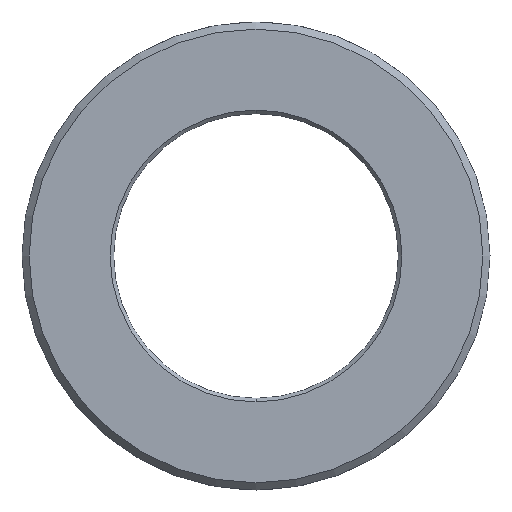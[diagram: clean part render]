
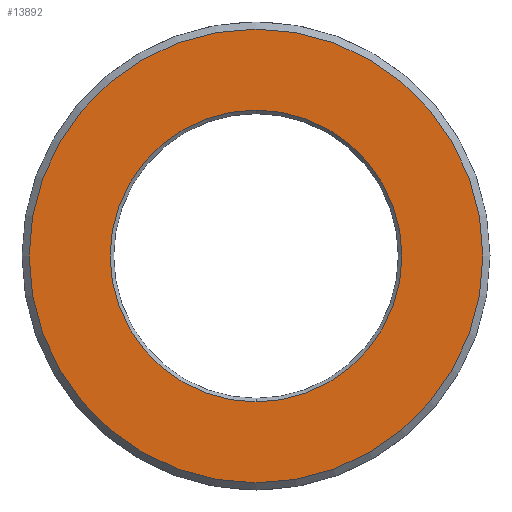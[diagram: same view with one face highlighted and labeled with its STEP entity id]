
A CAD part, front view. The second image highlights one B-rep face of the part: STEP entity #13892.
In plain terms, the highlighted planar face has unit normal (0, -1, 0).
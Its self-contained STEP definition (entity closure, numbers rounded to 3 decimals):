
#11 = CARTESIAN_POINT ( 'NONE',  ( 0., 0., 0. ) ) ;
#295 = AXIS2_PLACEMENT_3D ( 'NONE', #11831, #8594, #10739 ) ;
#975 = VERTEX_POINT ( 'NONE', #13864 ) ;
#1060 = AXIS2_PLACEMENT_3D ( 'NONE', #11, #6487, #3594 ) ;
#1439 = EDGE_CURVE ( 'NONE', #2176, #8762, #9841, .T. ) ;
#1880 = CARTESIAN_POINT ( 'NONE',  ( 0., 0., 0. ) ) ;
#2176 = VERTEX_POINT ( 'NONE', #6612 ) ;
#2463 = CARTESIAN_POINT ( 'NONE',  ( 0., 0., 0. ) ) ;
#2689 = DIRECTION ( 'NONE',  ( 0., -1., 0. ) ) ;
#3429 = ORIENTED_EDGE ( 'NONE', *, *, #6350, .T. ) ;
#3594 = DIRECTION ( 'NONE',  ( 0., 0., 1. ) ) ;
#3672 = AXIS2_PLACEMENT_3D ( 'NONE', #4828, #2689, #12816 ) ;
#4188 = ORIENTED_EDGE ( 'NONE', *, *, #9383, .T. ) ;
#4828 = CARTESIAN_POINT ( 'NONE',  ( 0., 0., 0. ) ) ;
#5038 = CIRCLE ( 'NONE', #8788, 12.75 ) ;
#5311 = FACE_OUTER_BOUND ( 'NONE', #11543, .T. ) ;
#5549 = EDGE_CURVE ( 'NONE', #975, #9392, #11871, .T. ) ;
#6350 = EDGE_CURVE ( 'NONE', #8762, #2176, #13701, .T. ) ;
#6355 = DIRECTION ( 'NONE',  ( 0., 1., 0. ) ) ;
#6487 = DIRECTION ( 'NONE',  ( 0., 1., 0. ) ) ;
#6551 = AXIS2_PLACEMENT_3D ( 'NONE', #1880, #6355, #13115 ) ;
#6612 = CARTESIAN_POINT ( 'NONE',  ( 0., 0., 8.2 ) ) ;
#7067 = CARTESIAN_POINT ( 'NONE',  ( 0., 0., 12.75 ) ) ;
#7147 = DIRECTION ( 'NONE',  ( 0., 0., 1. ) ) ;
#7411 = PLANE ( 'NONE',  #295 ) ;
#8293 = EDGE_LOOP ( 'NONE', ( #3429, #9162 ) ) ;
#8294 = ORIENTED_EDGE ( 'NONE', *, *, #5549, .T. ) ;
#8594 = DIRECTION ( 'NONE',  ( 0., 1., 0. ) ) ;
#8762 = VERTEX_POINT ( 'NONE', #12701 ) ;
#8788 = AXIS2_PLACEMENT_3D ( 'NONE', #2463, #10251, #7147 ) ;
#9162 = ORIENTED_EDGE ( 'NONE', *, *, #1439, .T. ) ;
#9383 = EDGE_CURVE ( 'NONE', #9392, #975, #5038, .T. ) ;
#9392 = VERTEX_POINT ( 'NONE', #7067 ) ;
#9841 = CIRCLE ( 'NONE', #6551, 8.2 ) ;
#10251 = DIRECTION ( 'NONE',  ( 0., -1., 0. ) ) ;
#10739 = DIRECTION ( 'NONE',  ( 1., 0., 0. ) ) ;
#11543 = EDGE_LOOP ( 'NONE', ( #4188, #8294 ) ) ;
#11831 = CARTESIAN_POINT ( 'NONE',  ( 0., 0., 0. ) ) ;
#11871 = CIRCLE ( 'NONE', #3672, 12.75 ) ;
#11910 = FACE_BOUND ( 'NONE', #8293, .T. ) ;
#12701 = CARTESIAN_POINT ( 'NONE',  ( 0., 0., -8.2 ) ) ;
#12816 = DIRECTION ( 'NONE',  ( 0., 0., 1. ) ) ;
#13115 = DIRECTION ( 'NONE',  ( 0., 0., 1. ) ) ;
#13701 = CIRCLE ( 'NONE', #1060, 8.2 ) ;
#13864 = CARTESIAN_POINT ( 'NONE',  ( 0., 0., -12.75 ) ) ;
#13892 = ADVANCED_FACE ( 'NONE', ( #11910, #5311 ), #7411, .F. ) ;
